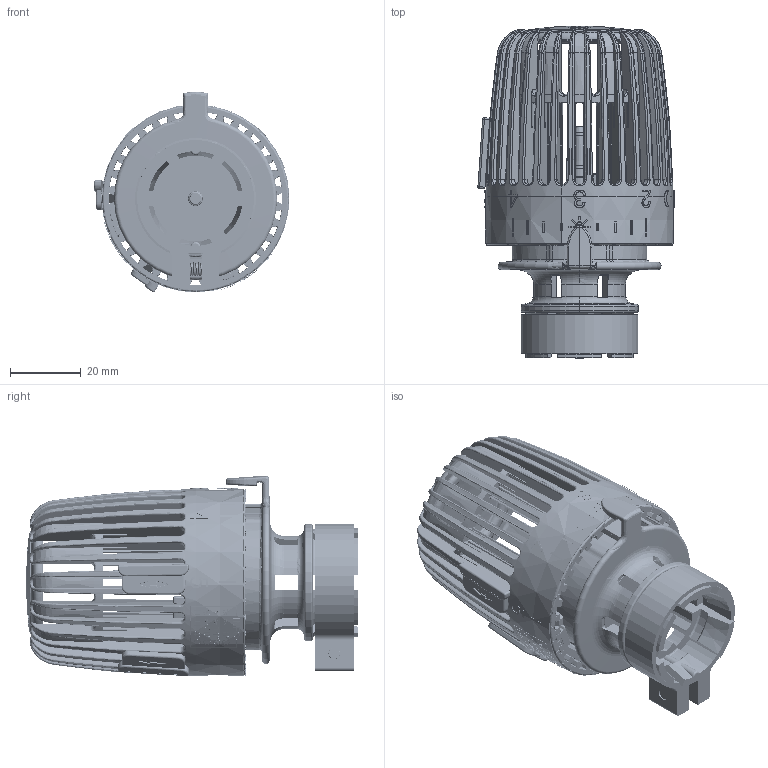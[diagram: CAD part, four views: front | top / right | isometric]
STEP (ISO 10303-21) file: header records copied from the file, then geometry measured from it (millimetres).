
FILE_DESCRIPTION((''),'2;1');
FILE_NAME('9700-24-500-30-HGZ_SW0001','2015-07-30T',('marann'),(''),'PRO/ENGINEER BY PARAMETRIC TECHNOLOGY CORPORATION, 2011490','PRO/ENGINEER BY PARAMETRIC TECHNOLOGY CORPORATION, 2011490','');
FILE_SCHEMA(('CONFIG_CONTROL_DESIGN'));
Length unit declared in the file: millimetre
Products named in the file (1): 9700-24-500-30-HGZ_SW0001
Bounding box: 55.32 x 93.6 x 56.6 mm (x, y, z)
Volume: 42556.8 mm3; surface area: 51928.8 mm2
Topology: 82 solids, 82 shells, 6068 faces, 16941 edges, 10870 vertices
Faces by surface type: plane 2006, bspline 1992, cylinder 1362, torus 351, cone 260, sphere 51, extrusion 46
Entity records: 277993 total; most frequent: CARTESIAN_POINT 137815, ORIENTED_EDGE 33766, DIRECTION 22507, EDGE_CURVE 16883, VERTEX_POINT 10870, AXIS2_PLACEMENT_3D 7526, VECTOR 7455, LINE 7409
